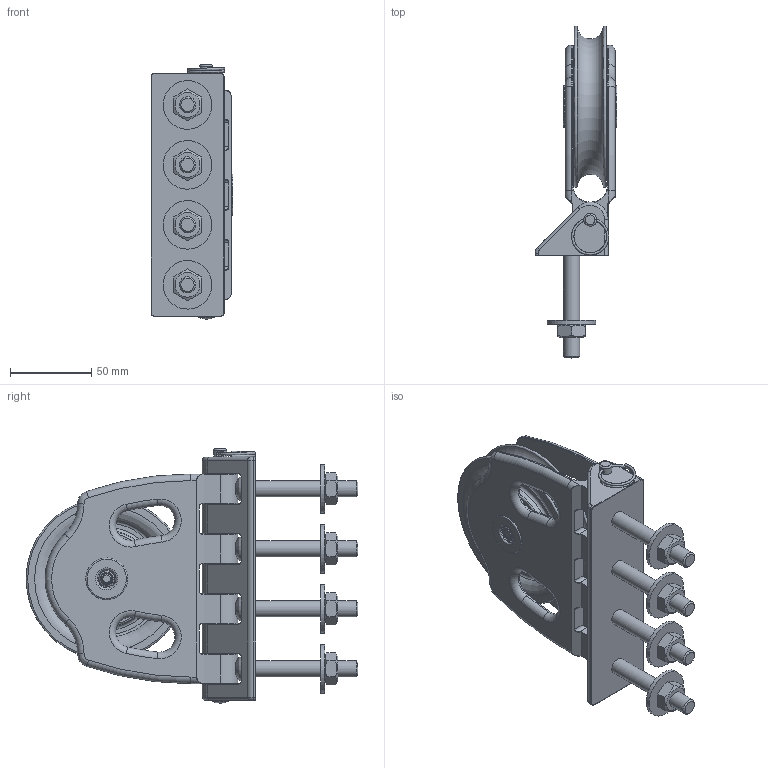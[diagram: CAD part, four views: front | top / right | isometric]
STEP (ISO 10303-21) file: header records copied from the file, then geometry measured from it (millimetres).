
FILE_DESCRIPTION(/* description */ (''),/* implementation_level */ '2;1');
FILE_NAME(/* name */ '01019.stp',/* time_stamp */ '2019-10-28T16:50:11+01:00',/* author */ ('gianni'),/* organization */ (''),/* preprocessor_version */ 'ST-DEVELOPER v16.5',/* originating_system */ 'Autodesk Inventor 2017',/* authorisation */ '');
FILE_SCHEMA (('AUTOMOTIVE_DESIGN { 1 0 10303 214 3 1 1 }'));
Length unit declared in the file: millimetre
Products named in the file (1): 19102807
Bounding box: 50.5 x 204.75 x 157 mm (x, y, z)
Volume: 366797.2 mm3; surface area: 115729.1 mm2
Topology: 1 solids, 1 shells, 641 faces, 1422 edges, 887 vertices
Faces by surface type: cylinder 198, plane 182, torus 121, sphere 63, bspline 46, cone 31
Full cylindrical faces by diameter (mm): 3 x1, 6 x1, 7.2 x1, 8 x8, 9.5 x1, 10 x9, 10.5 x1, 11 x4, 11.6 x1, 18 x4, 18.2 x4, 24.8 x1, 25 x1, 25.8 x2, 30 x4, 35 x2
Entity records: 18768 total; most frequent: CARTESIAN_POINT 5159, DIRECTION 2985, ORIENTED_EDGE 2554, AXIS2_PLACEMENT_3D 1294, EDGE_CURVE 1276, EDGE_LOOP 892, VERTEX_POINT 855, FACE_OUTER_BOUND 641
